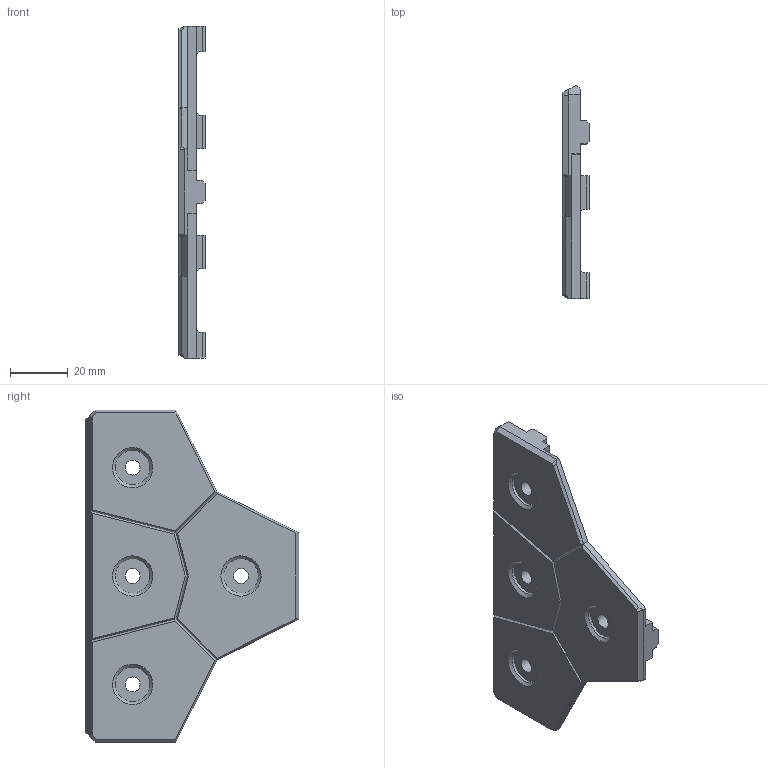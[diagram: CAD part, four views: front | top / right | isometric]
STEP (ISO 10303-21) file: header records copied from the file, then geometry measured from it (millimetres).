
FILE_DESCRIPTION(/* description */ ('Clip, Intersection'),/* implementation_level */ '2;1');
FILE_NAME(/* name */ '3030PanelClip_Intersection_Body.step',/* time_stamp */ '2022-12-05T15:54:20-05:00',/* author */ (''),/* organization */ (''),/* preprocessor_version */ 'ST-DEVELOPER v19.2',/* originating_system */ 'Autodesk Translation Framework v11.17.0.187',/* authorisation */ '');
FILE_SCHEMA (('AUTOMOTIVE_DESIGN { 1 0 10303 214 3 1 1 }'));
Length unit declared in the file: millimetre
Products named in the file (1): 3030PanelClip_Intersection_Body
Bounding box: 9.1 x 74 x 115.27 mm (x, y, z)
Volume: 28314.3 mm3; surface area: 14948.3 mm2
Topology: 1 solids, 1 shells, 108 faces, 274 edges, 175 vertices
Faces by surface type: plane 96, cylinder 8, cone 4
Full cylindrical faces by diameter (mm): 5.2 x4, 12 x4
Entity records: 3223 total; most frequent: CARTESIAN_POINT 558, ORIENTED_EDGE 548, DIRECTION 512, EDGE_CURVE 274, LINE 254, VECTOR 254, VERTEX_POINT 175, AXIS2_PLACEMENT_3D 129
